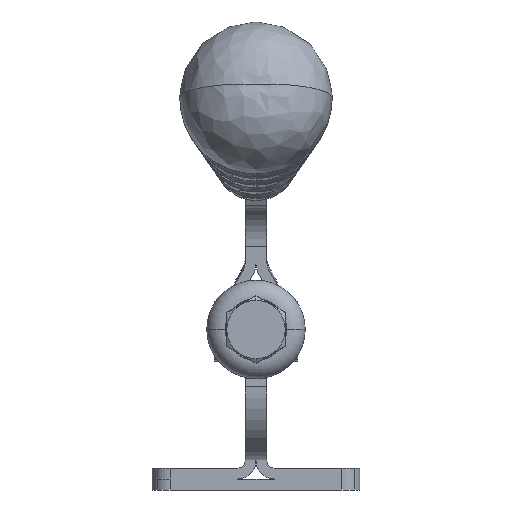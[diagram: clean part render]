
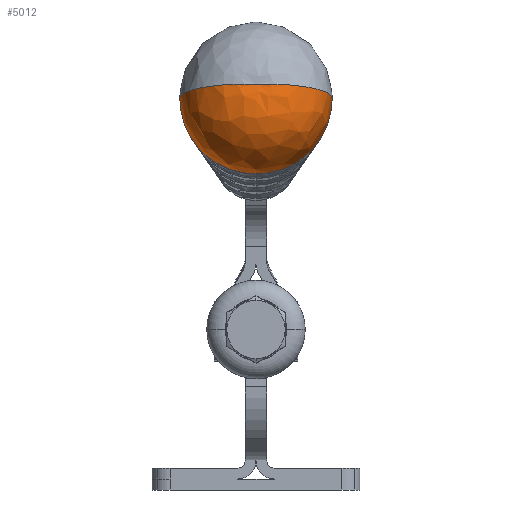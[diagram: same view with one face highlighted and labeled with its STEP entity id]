
A CAD part, left-side view. The second image highlights one B-rep face of the part: STEP entity #5012.
In plain terms, the highlighted free-form (B-spline) face has degree [2, 2] with [5, 9] control points.
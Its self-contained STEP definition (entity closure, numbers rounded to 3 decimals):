
#4174=CARTESIAN_POINT('',(-94.772,-1.089,74.455));
#4175=VERTEX_POINT('',#4174);
#4176=CARTESIAN_POINT('',(-114.147,-21.916,78.678));
#4177=VERTEX_POINT('',#4176);
#4178=CARTESIAN_POINT('',(-96.797,-18.969,74.896));
#4179=DIRECTION('',(0.213,0.0,0.977));
#4180=DIRECTION('',(0.0,1.0,0.0));
#4181=AXIS2_PLACEMENT_3D('',#4178,#4179,#4180);
#4182=CIRCLE('',#4181,18.);
#4183=EDGE_CURVE('',#4175,#4177,#4182,.T.);
#4185=CARTESIAN_POINT('',(-94.772,-42.744,74.455));
#4186=VERTEX_POINT('',#4185);
#4187=CARTESIAN_POINT('',(-96.797,-24.863,74.896));
#4188=DIRECTION('',(0.213,0.0,0.977));
#4189=DIRECTION('',(0.0,-1.0,0.0));
#4190=AXIS2_PLACEMENT_3D('',#4187,#4188,#4189);
#4191=CIRCLE('',#4190,18.);
#4192=EDGE_CURVE('',#4177,#4186,#4191,.T.);
#4218=CARTESIAN_POINT('',(-99.208,-21.916,54.105));
#4219=VERTEX_POINT('',#4218);
#4228=CARTESIAN_POINT('',(-94.772,-21.916,74.455));
#4229=DIRECTION('',(0.977,0.,-0.213));
#4230=DIRECTION('',(-0.213,0.,-0.977));
#4231=AXIS2_PLACEMENT_3D('',#4228,#4229,#4230);
#4232=CIRCLE('',#4231,20.827);
#4233=EDGE_CURVE('',#4219,#4175,#4232,.T.);
#4943=CARTESIAN_POINT('',(-94.772,-21.916,74.455));
#4944=DIRECTION('',(0.977,0.,-0.213));
#4945=DIRECTION('',(-0.213,0.,-0.977));
#4946=AXIS2_PLACEMENT_3D('',#4943,#4944,#4945);
#4947=CIRCLE('',#4946,20.827);
#4948=EDGE_CURVE('',#4186,#4219,#4947,.T.);
#4953=CARTESIAN_POINT('',(-114.147,-21.916,78.678));
#4954=CARTESIAN_POINT('',(-115.814,-11.636,79.041));
#4955=CARTESIAN_POINT('',(-107.934,-5.038,77.324));
#4956=CARTESIAN_POINT('',(-100.053,1.561,75.606));
#4957=CARTESIAN_POINT('',(-90.538,-2.148,73.532));
#4958=CARTESIAN_POINT('',(-114.147,-21.916,78.678));
#4959=CARTESIAN_POINT('',(-118.003,-11.636,68.997));
#4960=CARTESIAN_POINT('',(-111.528,-5.038,60.832));
#4961=CARTESIAN_POINT('',(-105.053,1.561,52.667));
#4962=CARTESIAN_POINT('',(-94.748,-2.148,54.217));
#4963=CARTESIAN_POINT('',(-114.147,-21.916,78.678));
#4964=CARTESIAN_POINT('',(-118.003,-21.916,68.997));
#4965=CARTESIAN_POINT('',(-111.528,-21.916,60.832));
#4966=CARTESIAN_POINT('',(-105.053,-21.916,52.667));
#4967=CARTESIAN_POINT('',(-94.748,-21.916,54.217));
#4968=CARTESIAN_POINT('',(-114.147,-21.916,78.678));
#4969=CARTESIAN_POINT('',(-118.003,-32.197,68.997));
#4970=CARTESIAN_POINT('',(-111.528,-38.795,60.832));
#4971=CARTESIAN_POINT('',(-105.053,-45.394,52.667));
#4972=CARTESIAN_POINT('',(-94.748,-41.685,54.217));
#4973=CARTESIAN_POINT('',(-114.147,-21.916,78.678));
#4974=CARTESIAN_POINT('',(-115.814,-32.197,79.041));
#4975=CARTESIAN_POINT('',(-107.934,-38.795,77.324));
#4976=CARTESIAN_POINT('',(-100.053,-45.394,75.606));
#4977=CARTESIAN_POINT('',(-90.538,-41.685,73.532));
#4978=CARTESIAN_POINT('',(-114.147,-21.916,78.678));
#4979=CARTESIAN_POINT('',(-113.625,-32.197,89.086));
#4980=CARTESIAN_POINT('',(-104.339,-38.795,93.815));
#4981=CARTESIAN_POINT('',(-95.054,-45.394,98.545));
#4982=CARTESIAN_POINT('',(-86.328,-41.685,92.847));
#4983=CARTESIAN_POINT('',(-114.147,-21.916,78.678));
#4984=CARTESIAN_POINT('',(-113.625,-21.916,89.086));
#4985=CARTESIAN_POINT('',(-104.339,-21.916,93.815));
#4986=CARTESIAN_POINT('',(-95.054,-21.916,98.545));
#4987=CARTESIAN_POINT('',(-86.328,-21.916,92.847));
#4988=CARTESIAN_POINT('',(-114.147,-21.916,78.678));
#4989=CARTESIAN_POINT('',(-113.625,-11.636,89.086));
#4990=CARTESIAN_POINT('',(-104.339,-5.038,93.815));
#4991=CARTESIAN_POINT('',(-95.054,1.561,98.545));
#4992=CARTESIAN_POINT('',(-86.328,-2.148,92.847));
#4993=CARTESIAN_POINT('',(-114.147,-21.916,78.678));
#4994=CARTESIAN_POINT('',(-115.814,-11.636,79.041));
#4995=CARTESIAN_POINT('',(-107.934,-5.038,77.324));
#4996=CARTESIAN_POINT('',(-100.053,1.561,75.606));
#4997=CARTESIAN_POINT('',(-90.538,-2.148,73.532));
#5005=(BOUNDED_SURFACE()B_SPLINE_SURFACE(2,2,((#4953,#4958,#4963,#4968,#4973,#4978,#4983,#4988,#4993),(#4954,#4959,#4964,#4969,#4974,#4979,#4984,#4989,#4994),(#4955,#4960,#4965,#4970,#4975,#4980,#4985,#4990,#4995),(#4956,#4961,#4966,#4971,#4976,#4981,#4986,#4991,#4996),(#4957,#4962,#4967,#4972,#4977,#4982,#4987,#4992,#4997)),.UNSPECIFIED.,.F.,.T.,.U.)B_SPLINE_SURFACE_WITH_KNOTS((3,2,3),(3,2,2,2,3),(-1.735,-0.686,0.364),(0.0,1.571,3.142,4.712,6.283),.UNSPECIFIED.)GEOMETRIC_REPRESENTATION_ITEM()RATIONAL_B_SPLINE_SURFACE(((1.0,0.707,1.0,0.707,1.0,0.707,1.0,0.707,1.0),(0.865,0.612,0.865,0.612,0.865,0.612,0.865,0.612,0.865),(1.0,0.707,1.0,0.707,1.0,0.707,1.0,0.707,1.0),(0.865,0.612,0.865,0.612,0.865,0.612,0.865,0.612,0.865),(1.0,0.707,1.0,0.707,1.0,0.707,1.0,0.707,1.0)))REPRESENTATION_ITEM('')SURFACE());
#5006=ORIENTED_EDGE('',*,*,#4183,.F.);
#5007=ORIENTED_EDGE('',*,*,#4233,.F.);
#5008=ORIENTED_EDGE('',*,*,#4948,.F.);
#5009=ORIENTED_EDGE('',*,*,#4192,.F.);
#5010=EDGE_LOOP('',(#5006,#5007,#5008,#5009));
#5011=FACE_OUTER_BOUND('',#5010,.T.);
#5012=ADVANCED_FACE('',(#5011),#5005,.T.);
